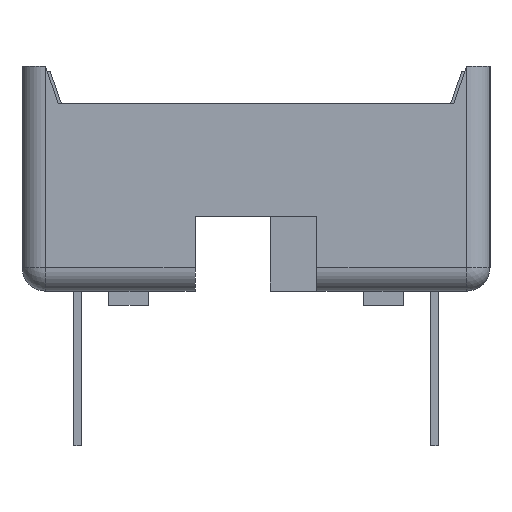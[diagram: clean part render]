
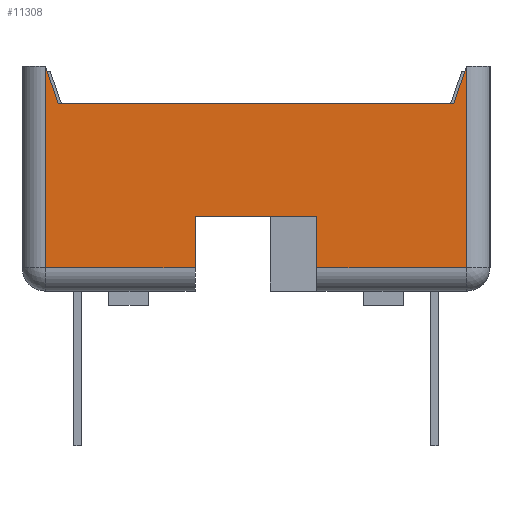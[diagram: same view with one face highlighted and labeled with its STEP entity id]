
A CAD part, left-side view. The second image highlights one B-rep face of the part: STEP entity #11308.
In plain terms, the highlighted planar face has unit normal (-1, 0, 0).
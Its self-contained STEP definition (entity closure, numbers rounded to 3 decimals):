
#1689=DIRECTION('',(0.,0.,1.));
#1690=VECTOR('',#1689,4.3);
#1691=CARTESIAN_POINT('',(-12.7,-4.5,-4.3));
#1692=LINE('',#1691,#1690);
#1693=DIRECTION('',(0.,-1.,0.));
#1694=VECTOR('',#1693,3.2);
#1695=CARTESIAN_POINT('',(-12.7,-1.3,-4.3));
#1696=LINE('',#1695,#1694);
#1697=DIRECTION('',(0.,0.,-1.));
#1698=VECTOR('',#1697,1.1);
#1699=CARTESIAN_POINT('',(-12.7,-1.3,-3.2));
#1700=LINE('',#1699,#1698);
#1701=DIRECTION('',(0.,-1.,0.));
#1702=VECTOR('',#1701,2.6);
#1703=CARTESIAN_POINT('',(-12.7,1.3,-3.2));
#1704=LINE('',#1703,#1702);
#1705=DIRECTION('',(0.,0.,1.));
#1706=VECTOR('',#1705,1.1);
#1707=CARTESIAN_POINT('',(-12.7,1.3,-4.3));
#1708=LINE('',#1707,#1706);
#1709=DIRECTION('',(0.,-1.,0.));
#1710=VECTOR('',#1709,3.2);
#1711=CARTESIAN_POINT('',(-12.7,4.5,-4.3));
#1712=LINE('',#1711,#1710);
#1713=DIRECTION('',(0.,0.,-1.));
#1714=VECTOR('',#1713,4.3);
#1715=CARTESIAN_POINT('',(-12.7,4.5,0.));
#1716=LINE('',#1715,#1714);
#1717=DIRECTION('',(0.,0.325,0.946));
#1718=VECTOR('',#1717,0.846);
#1719=CARTESIAN_POINT('',(-12.7,4.225,-0.8));
#1720=LINE('',#1719,#1718);
#1721=DIRECTION('',(0.,1.,0.));
#1722=VECTOR('',#1721,8.45);
#1723=CARTESIAN_POINT('',(-12.7,-4.225,-0.8));
#1724=LINE('',#1723,#1722);
#1725=DIRECTION('',(0.,0.325,-0.946));
#1726=VECTOR('',#1725,0.846);
#1727=CARTESIAN_POINT('',(-12.7,-4.5,0.));
#1728=LINE('',#1727,#1726);
#7420=CARTESIAN_POINT('',(-12.7,1.3,-3.2));
#7421=CARTESIAN_POINT('',(-12.7,-1.3,-3.2));
#7422=VERTEX_POINT('',#7420);
#7423=VERTEX_POINT('',#7421);
#7424=CARTESIAN_POINT('',(-12.7,-4.225,-0.8));
#7425=CARTESIAN_POINT('',(-12.7,4.225,-0.8));
#7426=VERTEX_POINT('',#7424);
#7427=VERTEX_POINT('',#7425);
#7754=CARTESIAN_POINT('',(-12.7,-4.5,0.));
#7756=VERTEX_POINT('',#7754);
#7760=CARTESIAN_POINT('',(-12.7,-4.5,-4.3));
#7761=VERTEX_POINT('',#7760);
#7763=CARTESIAN_POINT('',(-12.7,-1.3,-4.3));
#7765=VERTEX_POINT('',#7763);
#7766=CARTESIAN_POINT('',(-12.7,4.5,-4.3));
#7767=CARTESIAN_POINT('',(-12.7,1.3,-4.3));
#7768=VERTEX_POINT('',#7766);
#7769=VERTEX_POINT('',#7767);
#7771=CARTESIAN_POINT('',(-12.7,4.5,0.));
#7773=VERTEX_POINT('',#7771);
#11288=CARTESIAN_POINT('',(-12.7,0.,0.));
#11289=DIRECTION('',(-1.,0.,0.));
#11290=DIRECTION('',(0.,0.,1.));
#11291=AXIS2_PLACEMENT_3D('',#11288,#11289,#11290);
#11292=PLANE('',#11291);
#11294=ORIENTED_EDGE('',*,*,#11293,.F.);
#11295=ORIENTED_EDGE('',*,*,#9935,.F.);
#11296=ORIENTED_EDGE('',*,*,#9975,.F.);
#11297=ORIENTED_EDGE('',*,*,#11218,.F.);
#11298=ORIENTED_EDGE('',*,*,#10440,.F.);
#11299=ORIENTED_EDGE('',*,*,#10463,.F.);
#11301=ORIENTED_EDGE('',*,*,#11300,.F.);
#11302=ORIENTED_EDGE('',*,*,#10774,.F.);
#11303=ORIENTED_EDGE('',*,*,#11099,.F.);
#11305=ORIENTED_EDGE('',*,*,#11304,.F.);
#11306=EDGE_LOOP('',(#11294,#11295,#11296,#11297,#11298,#11299,#11301,#11302,
#11303,#11305));
#11307=FACE_OUTER_BOUND('',#11306,.F.);
#9935=EDGE_CURVE('',#7765,#7761,#1696,.T.);
#9975=EDGE_CURVE('',#7423,#7765,#1700,.T.);
#10440=EDGE_CURVE('',#7769,#7422,#1708,.T.);
#10463=EDGE_CURVE('',#7768,#7769,#1712,.T.);
#10774=EDGE_CURVE('',#7427,#7773,#1720,.T.);
#11099=EDGE_CURVE('',#7426,#7427,#1724,.T.);
#11218=EDGE_CURVE('',#7422,#7423,#1704,.T.);
#11293=EDGE_CURVE('',#7761,#7756,#1692,.T.);
#11300=EDGE_CURVE('',#7773,#7768,#1716,.T.);
#11304=EDGE_CURVE('',#7756,#7426,#1728,.T.);
#11308=ADVANCED_FACE('',(#11307),#11292,.T.);
